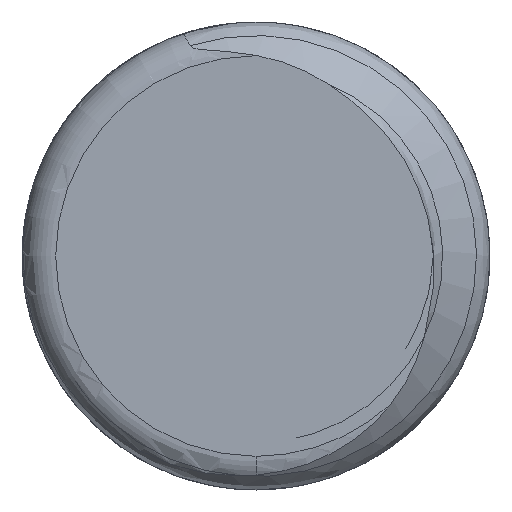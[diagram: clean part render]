
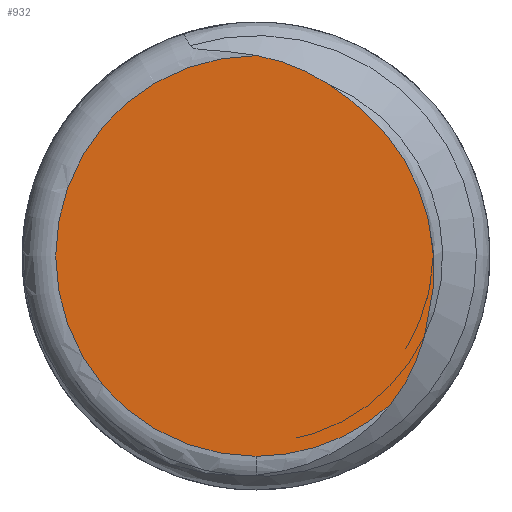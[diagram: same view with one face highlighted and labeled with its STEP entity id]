
A CAD part, front view. The second image highlights one B-rep face of the part: STEP entity #932.
In plain terms, the highlighted planar face has unit normal (0, -1, 0).
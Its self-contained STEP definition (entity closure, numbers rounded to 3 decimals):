
#44 = AXIS2_PLACEMENT_3D ( 'NONE', #1567, #1731, #1732 ) ;
#59 = AXIS2_PLACEMENT_3D ( 'NONE', #2079, #2078, #2076 ) ;
#752 = CARTESIAN_POINT ( 'NONE',  ( 0.027, 0., 2.972 ) ) ;
#844 = EDGE_CURVE ( 'NONE', #1147, #1151, #2167, .T. ) ;
#847 = EDGE_CURVE ( 'NONE', #1168, #1121, #2165, .T. ) ;
#848 = EDGE_CURVE ( 'NONE', #1121, #1179, #1257, .T. ) ;
#879 = EDGE_CURVE ( 'NONE', #1158, #1147, #2871, .T. ) ;
#890 = EDGE_CURVE ( 'NONE', #1179, #1158, #2848, .T. ) ;
#891 = EDGE_CURVE ( 'NONE', #1151, #1168, #2152, .T. ) ;
#912 = AXIS2_PLACEMENT_3D ( 'NONE', #2534, #2737, #2700 ) ;
#914 = AXIS2_PLACEMENT_3D ( 'NONE', #2815, #2688, #2679 ) ;
#932 = ADVANCED_FACE ( 'NONE', ( #2910 ), #1729, .F. ) ;
#1022 = ORIENTED_EDGE ( 'NONE', *, *, #879, .T. ) ;
#1055 = ORIENTED_EDGE ( 'NONE', *, *, #890, .T. ) ;
#1068 = ORIENTED_EDGE ( 'NONE', *, *, #891, .T. ) ;
#1101 = ORIENTED_EDGE ( 'NONE', *, *, #848, .T. ) ;
#1112 = ORIENTED_EDGE ( 'NONE', *, *, #847, .T. ) ;
#1116 = ORIENTED_EDGE ( 'NONE', *, *, #844, .T. ) ;
#1121 = VERTEX_POINT ( 'NONE', #752 ) ;
#1147 = VERTEX_POINT ( 'NONE', #2010 ) ;
#1151 = VERTEX_POINT ( 'NONE', #2014 ) ;
#1158 = VERTEX_POINT ( 'NONE', #2019 ) ;
#1168 = VERTEX_POINT ( 'NONE', #2029 ) ;
#1179 = VERTEX_POINT ( 'NONE', #2040 ) ;
#1210 = EDGE_LOOP ( 'NONE', ( #1068, #1112, #1101, #1055, #1022, #1116 ) ) ;
#1257 = CIRCLE ( 'NONE', #912, 2.973 ) ;
#1567 = CARTESIAN_POINT ( 'NONE',  ( 0., 0., 0. ) ) ;
#1729 = PLANE ( 'NONE',  #44 ) ;
#1731 = DIRECTION ( 'NONE',  ( 0., 1., 0. ) ) ;
#1732 = DIRECTION ( 'NONE',  ( 0., 0., 1. ) ) ;
#2010 = CARTESIAN_POINT ( 'NONE',  ( 2.005, 0., -2.195 ) ) ;
#2014 = CARTESIAN_POINT ( 'NONE',  ( 2.499, 0., -1.196 ) ) ;
#2019 = CARTESIAN_POINT ( 'NONE',  ( 0., 0., -2.973 ) ) ;
#2029 = CARTESIAN_POINT ( 'NONE',  ( 1.058, 0., 2.56 ) ) ;
#2040 = CARTESIAN_POINT ( 'NONE',  ( 0., 0., 2.973 ) ) ;
#2071 = CARTESIAN_POINT ( 'NONE',  ( 2.638, 0., 0.058 ) ) ;
#2072 = CARTESIAN_POINT ( 'NONE',  ( 2.62, 0., 0.237 ) ) ;
#2073 = CARTESIAN_POINT ( 'NONE',  ( 2.645, 0., -0.302 ) ) ;
#2074 = CARTESIAN_POINT ( 'NONE',  ( 2.583, 0., -0.843 ) ) ;
#2076 = DIRECTION ( 'NONE',  ( 0., 0., 1. ) ) ;
#2077 = CARTESIAN_POINT ( 'NONE',  ( 2.633, 0., -0.484 ) ) ;
#2078 = DIRECTION ( 'NONE',  ( 0., -1., 0. ) ) ;
#2079 = CARTESIAN_POINT ( 'NONE',  ( 0., 0., 0. ) ) ;
#2080 = CARTESIAN_POINT ( 'NONE',  ( 2.545, 0., -1.02 ) ) ;
#2081 = CARTESIAN_POINT ( 'NONE',  ( 2.499, 0., -1.196 ) ) ;
#2088 = CARTESIAN_POINT ( 'NONE',  ( 1.211, 0., 2.461 ) ) ;
#2089 = CARTESIAN_POINT ( 'NONE',  ( 1.359, 0., 2.354 ) ) ;
#2090 = CARTESIAN_POINT ( 'NONE',  ( 2.372, 0., 1.103 ) ) ;
#2091 = CARTESIAN_POINT ( 'NONE',  ( 2.501, 0., 0.767 ) ) ;
#2093 = CARTESIAN_POINT ( 'NONE',  ( 2.293, 0., 1.265 ) ) ;
#2094 = CARTESIAN_POINT ( 'NONE',  ( 1.058, 0., 2.56 ) ) ;
#2106 = CARTESIAN_POINT ( 'NONE',  ( 2.552, 0., 0.591 ) ) ;
#2115 = CARTESIAN_POINT ( 'NONE',  ( 1.763, 0., 1.994 ) ) ;
#2116 = CARTESIAN_POINT ( 'NONE',  ( 1.635, 0., 2.12 ) ) ;
#2117 = CARTESIAN_POINT ( 'NONE',  ( 1.999, 0., 1.722 ) ) ;
#2118 = CARTESIAN_POINT ( 'NONE',  ( 2.108, 0., 1.573 ) ) ;
#2152 = B_SPLINE_CURVE_WITH_KNOTS ( 'NONE', 3,
 ( #2081, #2080, #2074, #2077, #2073, #2071, #2072, #2106, #2091, #2090, #2093, #2118, #2117, #2115, #2116, #2089, #2088, #2094 ),
 .UNSPECIFIED., .F., .F.,
 ( 4, 2, 2, 2, 2, 2, 2, 2, 4 ),
 ( 0., 0.001, 0.001, 0.002, 0.002, 0.003, 0.003, 0.004, 0.004 ),
 .UNSPECIFIED. ) ;
#2165 = B_SPLINE_CURVE_WITH_KNOTS ( 'NONE', 3,
 ( #2562, #2551, #2552, #2592, #2589, #2594 ),
 .UNSPECIFIED., .F., .F.,
 ( 4, 2, 4 ),
 ( 0., 0.001, 0.001 ),
 .UNSPECIFIED. ) ;
#2167 = B_SPLINE_CURVE_WITH_KNOTS ( 'NONE', 3,
 ( #2596, #2581, #2583, #2572, #2591, #2574 ),
 .UNSPECIFIED., .F., .F.,
 ( 4, 2, 4 ),
 ( 0.001, 0.002, 0.002 ),
 .UNSPECIFIED. ) ;
#2534 = CARTESIAN_POINT ( 'NONE',  ( 0., 0., 0. ) ) ;
#2551 = CARTESIAN_POINT ( 'NONE',  ( 0.901, 0., 2.663 ) ) ;
#2552 = CARTESIAN_POINT ( 'NONE',  ( 0.736, 0., 2.747 ) ) ;
#2562 = CARTESIAN_POINT ( 'NONE',  ( 1.058, 0., 2.56 ) ) ;
#2572 = CARTESIAN_POINT ( 'NONE',  ( 2.384, 0., -1.556 ) ) ;
#2574 = CARTESIAN_POINT ( 'NONE',  ( 2.499, 0., -1.196 ) ) ;
#2581 = CARTESIAN_POINT ( 'NONE',  ( 2.118, 0., -2.047 ) ) ;
#2583 = CARTESIAN_POINT ( 'NONE',  ( 2.216, 0., -1.889 ) ) ;
#2589 = CARTESIAN_POINT ( 'NONE',  ( 0.211, 0., 2.937 ) ) ;
#2591 = CARTESIAN_POINT ( 'NONE',  ( 2.451, 0., -1.378 ) ) ;
#2592 = CARTESIAN_POINT ( 'NONE',  ( 0.391, 0., 2.884 ) ) ;
#2594 = CARTESIAN_POINT ( 'NONE',  ( 0.027, 0., 2.972 ) ) ;
#2596 = CARTESIAN_POINT ( 'NONE',  ( 2.005, 0., -2.195 ) ) ;
#2679 = DIRECTION ( 'NONE',  ( 0., 0., 1. ) ) ;
#2688 = DIRECTION ( 'NONE',  ( 0., -1., 0. ) ) ;
#2700 = DIRECTION ( 'NONE',  ( 0., 0., 1. ) ) ;
#2737 = DIRECTION ( 'NONE',  ( 0., -1., 0. ) ) ;
#2815 = CARTESIAN_POINT ( 'NONE',  ( 0., 0., 0. ) ) ;
#2848 = CIRCLE ( 'NONE', #59, 2.973 ) ;
#2871 = CIRCLE ( 'NONE', #914, 2.973 ) ;
#2910 = FACE_OUTER_BOUND ( 'NONE', #1210, .T. ) ;
